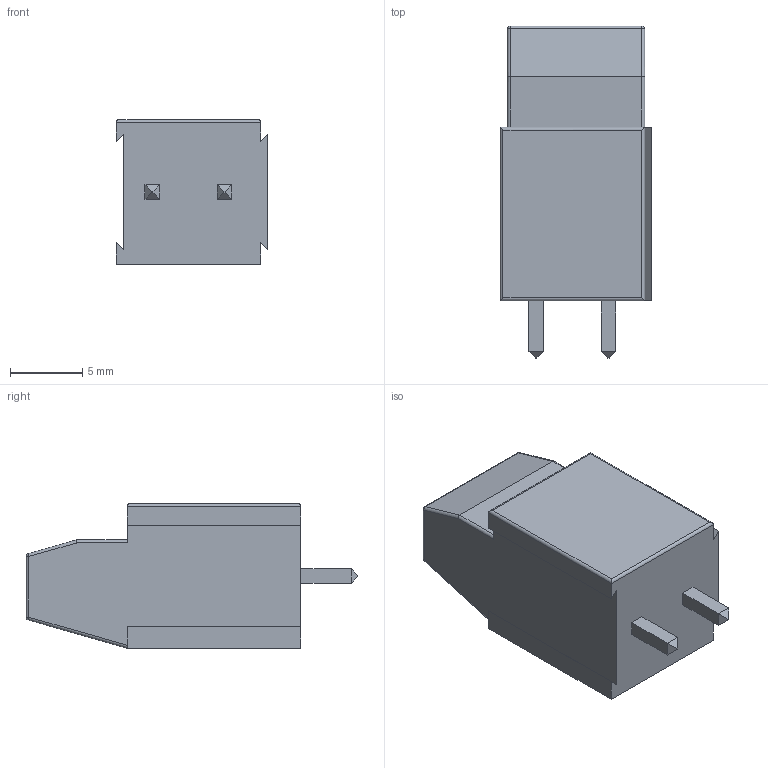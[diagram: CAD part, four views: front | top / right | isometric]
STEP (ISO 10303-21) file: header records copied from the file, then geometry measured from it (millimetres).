
FILE_DESCRIPTION (( 'STEP AP214' ), '1' );
FILE_NAME ('2EBB7349-BB6C-4351-B0EC-A5A8A0013086.STEP', '2023-03-24T13:32:40', ( '' ), ( '' ), 'SwSTEP 2.0', 'SolidWorks 2022', '' );
FILE_SCHEMA (( 'AUTOMOTIVE_DESIGN' ));
Length unit declared in the file: millimetre
Products named in the file (1): 2EBB7349-BB6C-4351-B0EC-A5A8A0013086
Bounding box: 10.5 x 22.95 x 10 mm (x, y, z)
Volume: 1273 mm3; surface area: 1365.4 mm2
Topology: 1 solids, 1 shells, 107 faces, 246 edges, 153 vertices
Faces by surface type: plane 78, cylinder 23, bspline 6
Entity records: 4438 total; most frequent: CARTESIAN_POINT 856, ORIENTED_EDGE 492, DIRECTION 459, EDGE_CURVE 246, VECTOR 199, LINE 199, VERTEX_POINT 153, AXIS2_PLACEMENT_3D 130
